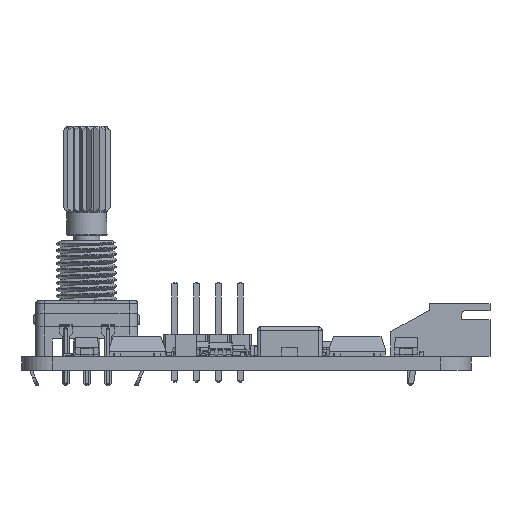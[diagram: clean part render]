
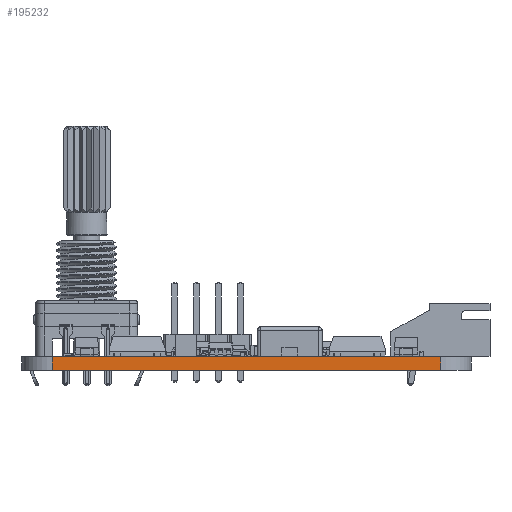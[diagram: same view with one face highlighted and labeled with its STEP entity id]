
A CAD part, front view. The second image highlights one B-rep face of the part: STEP entity #195232.
In plain terms, the highlighted planar face has unit normal (0, -1, 0).
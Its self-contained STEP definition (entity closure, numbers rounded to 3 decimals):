
#194121 = VERTEX_POINT('',#194122);
#194122 = CARTESIAN_POINT('',(74.5,-128.,0.));
#194129 = EDGE_CURVE('',#194130,#194121,#194132,.T.);
#194130 = VERTEX_POINT('',#194131);
#194131 = CARTESIAN_POINT('',(119.5,-128.,0.));
#194132 = LINE('',#194133,#194134);
#194133 = CARTESIAN_POINT('',(119.5,-128.,0.));
#194134 = VECTOR('',#194135,1.);
#194135 = DIRECTION('',(-1.,0.,0.));
#194663 = VERTEX_POINT('',#194664);
#194664 = CARTESIAN_POINT('',(74.5,-128.,1.51));
#194671 = EDGE_CURVE('',#194672,#194663,#194674,.T.);
#194672 = VERTEX_POINT('',#194673);
#194673 = CARTESIAN_POINT('',(119.5,-128.,1.51));
#194674 = LINE('',#194675,#194676);
#194675 = CARTESIAN_POINT('',(119.5,-128.,1.51));
#194676 = VECTOR('',#194677,1.);
#194677 = DIRECTION('',(-1.,0.,0.));
#195204 = EDGE_CURVE('',#194130,#194672,#195205,.T.);
#195205 = LINE('',#195206,#195207);
#195206 = CARTESIAN_POINT('',(119.5,-128.,0.));
#195207 = VECTOR('',#195208,1.);
#195208 = DIRECTION('',(0.,0.,1.));
#195232 = ADVANCED_FACE('',(#195233),#195244,.T.);
#195233 = FACE_BOUND('',#195234,.T.);
#195234 = EDGE_LOOP('',(#195235,#195236,#195237,#195243));
#195235 = ORIENTED_EDGE('',*,*,#195204,.T.);
#195236 = ORIENTED_EDGE('',*,*,#194671,.T.);
#195237 = ORIENTED_EDGE('',*,*,#195238,.F.);
#195238 = EDGE_CURVE('',#194121,#194663,#195239,.T.);
#195239 = LINE('',#195240,#195241);
#195240 = CARTESIAN_POINT('',(74.5,-128.,0.));
#195241 = VECTOR('',#195242,1.);
#195242 = DIRECTION('',(0.,0.,1.));
#195243 = ORIENTED_EDGE('',*,*,#194129,.F.);
#195244 = PLANE('',#195245);
#195245 = AXIS2_PLACEMENT_3D('',#195246,#195247,#195248);
#195246 = CARTESIAN_POINT('',(119.5,-128.,0.));
#195247 = DIRECTION('',(0.,-1.,0.));
#195248 = DIRECTION('',(-1.,0.,0.));
